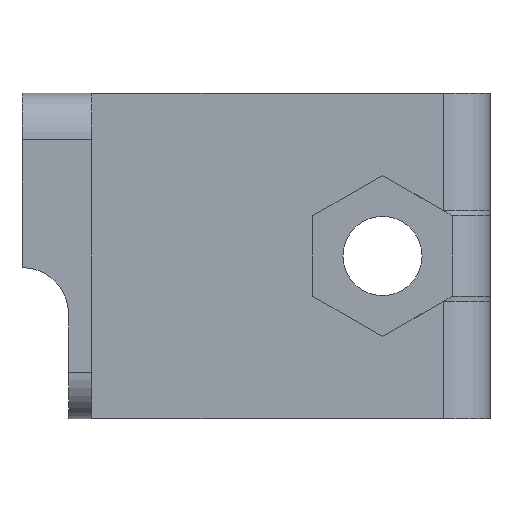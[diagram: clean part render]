
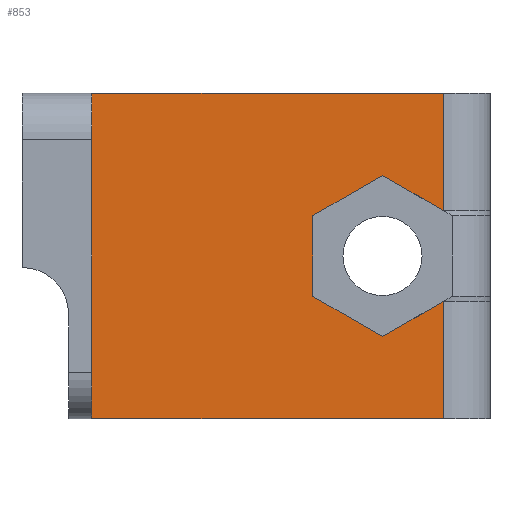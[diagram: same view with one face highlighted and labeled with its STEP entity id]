
A CAD part, left-side view. The second image highlights one B-rep face of the part: STEP entity #853.
In plain terms, the highlighted planar face has unit normal (-1, 0, 0).
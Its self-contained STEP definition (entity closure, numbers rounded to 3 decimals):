
#61=FACE_OUTER_BOUND('',#108,.T.);
#108=EDGE_LOOP('',(#632,#633,#634,#635,#636,#637,#638,#639,#640,#641));
#195=LINE('',#1264,#272);
#220=LINE('',#1425,#297);
#223=LINE('',#1440,#300);
#224=LINE('',#1442,#301);
#225=LINE('',#1444,#302);
#226=LINE('',#1446,#303);
#227=LINE('',#1448,#304);
#228=LINE('',#1450,#305);
#229=LINE('',#1452,#306);
#230=LINE('',#1453,#307);
#272=VECTOR('',#1006,1.);
#297=VECTOR('',#1069,1.);
#300=VECTOR('',#1084,1.);
#301=VECTOR('',#1085,1.);
#302=VECTOR('',#1086,1.);
#303=VECTOR('',#1087,1.);
#304=VECTOR('',#1088,1.);
#305=VECTOR('',#1089,1.);
#306=VECTOR('',#1090,1.);
#307=VECTOR('',#1091,1.);
#351=VERTEX_POINT('',#1261);
#352=VERTEX_POINT('',#1263);
#384=VERTEX_POINT('',#1423);
#390=VERTEX_POINT('',#1439);
#391=VERTEX_POINT('',#1441);
#392=VERTEX_POINT('',#1443);
#393=VERTEX_POINT('',#1445);
#394=VERTEX_POINT('',#1447);
#395=VERTEX_POINT('',#1449);
#396=VERTEX_POINT('',#1451);
#438=EDGE_CURVE('',#351,#352,#195,.T.);
#479=EDGE_CURVE('',#351,#384,#220,.T.);
#486=EDGE_CURVE('',#390,#384,#223,.T.);
#487=EDGE_CURVE('',#391,#390,#224,.T.);
#488=EDGE_CURVE('',#392,#391,#225,.T.);
#489=EDGE_CURVE('',#393,#392,#226,.T.);
#490=EDGE_CURVE('',#394,#393,#227,.T.);
#491=EDGE_CURVE('',#394,#395,#228,.T.);
#492=EDGE_CURVE('',#395,#396,#229,.T.);
#493=EDGE_CURVE('',#352,#396,#230,.T.);
#632=ORIENTED_EDGE('',*,*,#438,.F.);
#633=ORIENTED_EDGE('',*,*,#479,.T.);
#634=ORIENTED_EDGE('',*,*,#486,.F.);
#635=ORIENTED_EDGE('',*,*,#487,.F.);
#636=ORIENTED_EDGE('',*,*,#488,.F.);
#637=ORIENTED_EDGE('',*,*,#489,.F.);
#638=ORIENTED_EDGE('',*,*,#490,.F.);
#639=ORIENTED_EDGE('',*,*,#491,.T.);
#640=ORIENTED_EDGE('',*,*,#492,.T.);
#641=ORIENTED_EDGE('',*,*,#493,.F.);
#827=PLANE('',#934);
#853=ADVANCED_FACE('',(#61),#827,.T.);
#934=AXIS2_PLACEMENT_3D('',#1438,#1082,#1083);
#1006=DIRECTION('',(0.,1.,0.));
#1069=DIRECTION('',(0.,0.,1.));
#1082=DIRECTION('center_axis',(-1.,0.,0.));
#1083=DIRECTION('ref_axis',(0.,1.,0.));
#1084=DIRECTION('',(0.,-0.866,0.5));
#1085=DIRECTION('',(0.,-0.866,-0.5));
#1086=DIRECTION('',(0.,0.,-1.));
#1087=DIRECTION('',(0.,0.866,-0.5));
#1088=DIRECTION('',(0.,0.866,0.5));
#1089=DIRECTION('',(0.,0.,1.));
#1090=DIRECTION('',(0.,1.,0.));
#1091=DIRECTION('',(0.,0.,1.));
#1261=CARTESIAN_POINT('',(-6.,-10.12,0.));
#1263=CARTESIAN_POINT('',(-6.,5.,0.));
#1264=CARTESIAN_POINT('',(-6.,-12.12,0.));
#1423=CARTESIAN_POINT('',(-6.,-10.12,5.048));
#1425=CARTESIAN_POINT('',(-6.,-10.12,0.));
#1438=CARTESIAN_POINT('Origin',(-6.,-12.12,0.));
#1439=CARTESIAN_POINT('',(-6.,-7.5,3.536));
#1440=CARTESIAN_POINT('',(-6.,-7.5,3.536));
#1441=CARTESIAN_POINT('',(-6.,-4.5,5.268));
#1442=CARTESIAN_POINT('',(-6.,-4.5,5.268));
#1443=CARTESIAN_POINT('',(-6.,-4.5,8.732));
#1444=CARTESIAN_POINT('',(-6.,-4.5,8.732));
#1445=CARTESIAN_POINT('',(-6.,-7.5,10.464));
#1446=CARTESIAN_POINT('',(-6.,-7.5,10.464));
#1447=CARTESIAN_POINT('',(-6.,-10.12,8.952));
#1448=CARTESIAN_POINT('',(-6.,-10.5,8.732));
#1449=CARTESIAN_POINT('',(-6.,-10.12,14.));
#1450=CARTESIAN_POINT('',(-6.,-10.12,0.));
#1451=CARTESIAN_POINT('',(-6.,5.,14.));
#1452=CARTESIAN_POINT('',(-6.,-12.12,14.));
#1453=CARTESIAN_POINT('',(-6.,5.,0.));
